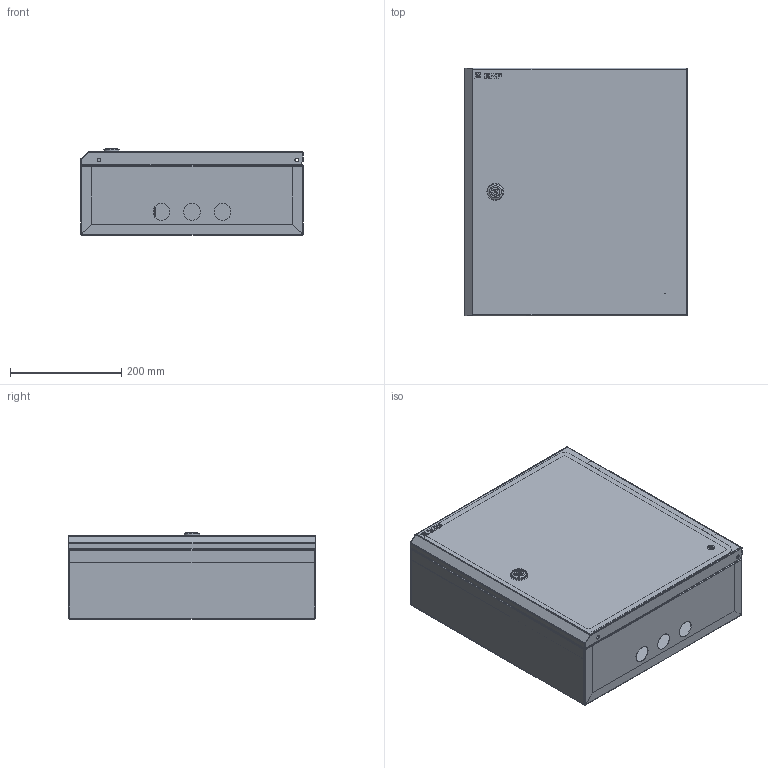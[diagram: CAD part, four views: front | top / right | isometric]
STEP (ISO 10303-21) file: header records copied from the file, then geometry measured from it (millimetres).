
FILE_DESCRIPTION (( 'STEP AP214' ), '1' );
FILE_NAME ('ÙÓ 3-1-1 (2 äâåðè) 445õ400õ150 iP54 ÌÈ-513.00.00.000 ÑÁ.STEP', '2017-08-29T11:15:54', ( 'Admin' ), ( '' ), 'SwSTEP 2.0', 'SolidWorks 2017', '' );
FILE_SCHEMA (( 'AUTOMOTIVE_DESIGN' ));
Length unit declared in the file: millimetre
Products named in the file (40): cross ph tapping 968_din_Screw DIN 968-ST4.2x13-C-H-N; split pin_din_DIN 94-4x56-C-St; 昈-513.01.01.003 赶鎀鍧 2; ÌÈ-513.03.00.002 Îïîðà; pan head cross recess screw_din_ISO 7045 - M4 x 16 - Z --- 16N; 昈-513.01.01.002 赶鎀鍧; DIN-ðåéêà L=75 ìì; ÌÈ-513.04.00.000 Îïåðàòèâíàÿ ïàíåëü â ñáîðå; Øïèëüêà Ì6õ12; 眈翴錪 昈-513.03.00.001; Øïèëüêà îáìåäíåííàÿ Ì6õ20; rivet 02_din_DIN 660-5x8-St-A-2; Çàìîê ïî÷òîâûé; Ñòåíêà çàäíÿÿ ÌÈ-513.01.01.001; hex flange nut_din_Hexagon Flange Nut DIN 6923 - M6 - N; Âíóòðåííåå òåëî çàìêà; Íàâåñêà íà êîðïóñ ïîä êëåïêó; Ãàéêà; ÙÓ 3-1-1 (2 äâåðè) 445õ400õ150 iP54 ÌÈ-513.00.00.000 ÑÁ; Äâåðü â ñáîðå ÌÈ-513.02.00.000 ÑÁ_„¢¥àì á ¢ëá¢®¡®¦¤¥­¨ï¬¨; Ïðîêëàäêà ìåòàëëè÷åñêàÿ 2; 呧蜦 3D; pan head cross recess screw_din_ISO 7045 - M4 x 6 - Z --- 6N; ﾄ粢 ﾌﾈ-513.02.00.001; Ïðîêëàäêà; Ïåòëÿ íà äâåðü ï-îáðàçíàÿ; Washer 6402_3_gost_丐ｩ｡ 2 6 ヮ葬 6402-70; ÓÊ íà äâåðü; Çàìîê áîëüøîé; 哏铌; Êîðïóñ â ñáîðå ÌÈ-513.01.00.000 ÑÁ; Ïðîêëàäêà ìåòàëëè÷åñêàÿ; Ñòåíêà âåðõíÿÿ ÌÈ-513.01.00.001_áâ¥­ª  ¢¥àå­ïï; Òåëî çàìêà; Çàêëåïêà öèëèíäðè÷åñêàÿ Ì4 ÑÒ-Á ñ âíóòðåííåé ðåçüáîé_Œ8; Ñòåíêà íèæíÿÿ ÌÈ-513.01.00.002_áâ¥­ª  ¢¥àå­ïï; ÌÈ-513.04.00.001 Îïåðàòèâíàÿ ïàíåëü; ÌÈ-513.03.00.000 Ïàíåëü â ñáîðå; Ñòåíêà çàäíÿÿ â ñáîðå ÌÈ-513.01.01.000 ÑÁ; rivet 02_din_DIN 660-4x6-St-A-1
Assembly tree (65 placements, depth 4):
  ÙÓ 3-1-1 (2 äâåðè) 445õ400õ150 iP54 ÌÈ-513.00.00.000 ÑÁ
    Êîðïóñ â ñáîðå ÌÈ-513.01.00.000 ÑÁ
      Ñòåíêà çàäíÿÿ â ñáîðå ÌÈ-513.01.01.000 ÑÁ
        Ñòåíêà çàäíÿÿ ÌÈ-513.01.01.001
        Øïèëüêà îáìåäíåííàÿ Ì6õ20  x4
        Øïèëüêà Ì6õ12
        昈-513.01.01.002 赶鎀鍧
        昈-513.01.01.003 赶鎀鍧 2
      Ñòåíêà íèæíÿÿ ÌÈ-513.01.00.002_áâ¥­ª  ¢¥àå­ïï
      Ñòåíêà âåðõíÿÿ ÌÈ-513.01.00.001_áâ¥­ª  ¢¥àå­ïï
    Äâåðü â ñáîðå ÌÈ-513.02.00.000 ÑÁ_„¢¥àì á ¢ëá¢®¡®¦¤¥­¨ï¬¨
      Çàìîê áîëüøîé
      ÓÊ íà äâåðü
      Øïèëüêà Ì6õ12
      Ïåòëÿ íà äâåðü ï-îáðàçíàÿ  x2
      ﾄ粢 ﾌﾈ-513.02.00.001
      呧蜦 3D
    Íàâåñêà íà êîðïóñ ïîä êëåïêó  x2
    hex flange nut_din_Hexagon Flange Nut DIN 6923 - M6 - N  x6
    rivet 02_din_DIN 660-5x8-St-A-2  x4
    ÌÈ-513.03.00.000 Ïàíåëü â ñáîðå
      眈翴錪 昈-513.03.00.001
      DIN-ðåéêà L=75 ìì  x3
      ÌÈ-513.03.00.002 Îïîðà
      cross ph tapping 968_din_Screw DIN 968-ST4.2x13-C-H-N  x6
      rivet 02_din_DIN 660-4x6-St-A-1  x2
    ÌÈ-513.04.00.000 Îïåðàòèâíàÿ ïàíåëü â ñáîðå
      ÌÈ-513.04.00.001 Îïåðàòèâíàÿ ïàíåëü
      Çàêëåïêà öèëèíäðè÷åñêàÿ Ì4 ÑÒ-Á ñ âíóòðåííåé ðåçüáîé_Œ8  x2
      Çàìîê ïî÷òîâûé
        Òåëî çàìêà
        Ïðîêëàäêà ìåòàëëè÷åñêàÿ
        哏铌
        Washer 6402_3_gost_丐ｩ｡ 2 6 ヮ葬 6402-70
        Ïðîêëàäêà
        pan head cross recess screw_din_ISO 7045 - M4 x 6 - Z --- 6N
        Ïðîêëàäêà ìåòàëëè÷åñêàÿ 2
        Ãàéêà
        Âíóòðåííåå òåëî çàìêà
      Øïèëüêà Ì6õ12
    pan head cross recess screw_din_ISO 7045 - M4 x 16 - Z --- 16N  x2
    split pin_din_DIN 94-4x56-C-St  x2
Bounding box: 400 x 445 x 155.3 mm (x, y, z)
Volume: 1111066.2 mm3; surface area: 2099893.4 mm2
Topology: 66 solids, 71 shells, 2080 faces, 4929 edges, 3020 vertices
Faces by surface type: plane 1137, cylinder 536, bspline 181, cone 132, torus 76, sphere 18
Entity records: 44202 total; most frequent: CARTESIAN_POINT 11376, DIRECTION 6286, ORIENTED_EDGE 6200, EDGE_CURVE 3100, AXIS2_PLACEMENT_3D 2158, LINE 1970, VECTOR 1970, VERTEX_POINT 1910
